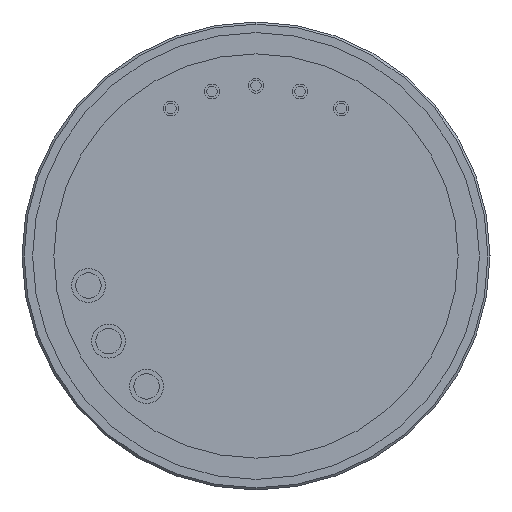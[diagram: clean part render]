
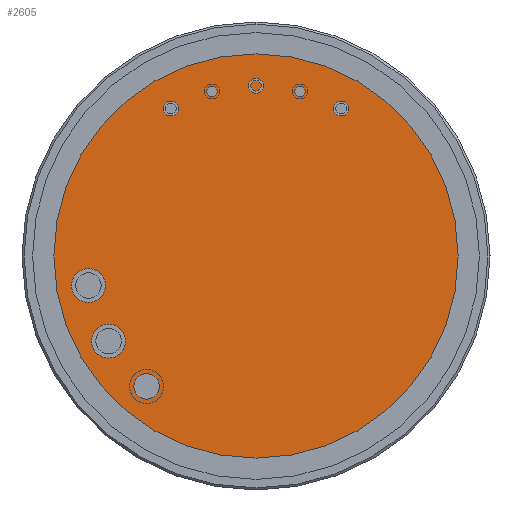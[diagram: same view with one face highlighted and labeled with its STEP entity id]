
A CAD part, front view. The second image highlights one B-rep face of the part: STEP entity #2605.
In plain terms, the highlighted planar face has unit normal (0, -1, 0).
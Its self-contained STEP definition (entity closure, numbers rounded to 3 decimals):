
#43 = CARTESIAN_POINT ( 'NONE',  ( 10.5, -60.75, 0. ) ) ;
#81 = DIRECTION ( 'NONE',  ( -1., 0., 0. ) ) ;
#85 = DIRECTION ( 'NONE',  ( 0., 1., 0. ) ) ;
#89 = CARTESIAN_POINT ( 'NONE',  ( 0., -60.75, 0. ) ) ;
#143 = DIRECTION ( 'NONE',  ( -1., 0., 0. ) ) ;
#146 = DIRECTION ( 'NONE',  ( 0., 1., 0. ) ) ;
#149 = CARTESIAN_POINT ( 'NONE',  ( 0., -60.75, 0. ) ) ;
#606 = EDGE_CURVE ( 'NONE', #2200, #1179, #1652, .T. ) ;
#680 = EDGE_CURVE ( 'NONE', #1179, #2200, #2648, .T. ) ;
#1179 = VERTEX_POINT ( 'NONE', #2495 ) ;
#1373 = AXIS2_PLACEMENT_3D ( 'NONE', #89, #85, #81 ) ;
#1429 = EDGE_LOOP ( 'NONE', ( #1689, #1756 ) ) ;
#1507 = AXIS2_PLACEMENT_3D ( 'NONE', #149, #146, #143 ) ;
#1558 = DIRECTION ( 'NONE',  ( -1., 0., 0. ) ) ;
#1560 = DIRECTION ( 'NONE',  ( 0., 1., 0. ) ) ;
#1569 = PLANE ( 'NONE',  #2604 ) ;
#1575 = CARTESIAN_POINT ( 'NONE',  ( 0., -60.75, 0. ) ) ;
#1652 = CIRCLE ( 'NONE', #1507, 10.5 ) ;
#1689 = ORIENTED_EDGE ( 'NONE', *, *, #680, .F. ) ;
#1756 = ORIENTED_EDGE ( 'NONE', *, *, #606, .F. ) ;
#1889 = FACE_OUTER_BOUND ( 'NONE', #1429, .T. ) ;
#2200 = VERTEX_POINT ( 'NONE', #43 ) ;
#2495 = CARTESIAN_POINT ( 'NONE',  ( -10.5, -60.75, 0. ) ) ;
#2604 = AXIS2_PLACEMENT_3D ( 'NONE', #1575, #1560, #1558 ) ;
#2605 = ADVANCED_FACE ( 'NONE', ( #1889 ), #1569, .F. ) ;
#2648 = CIRCLE ( 'NONE', #1373, 10.5 ) ;
